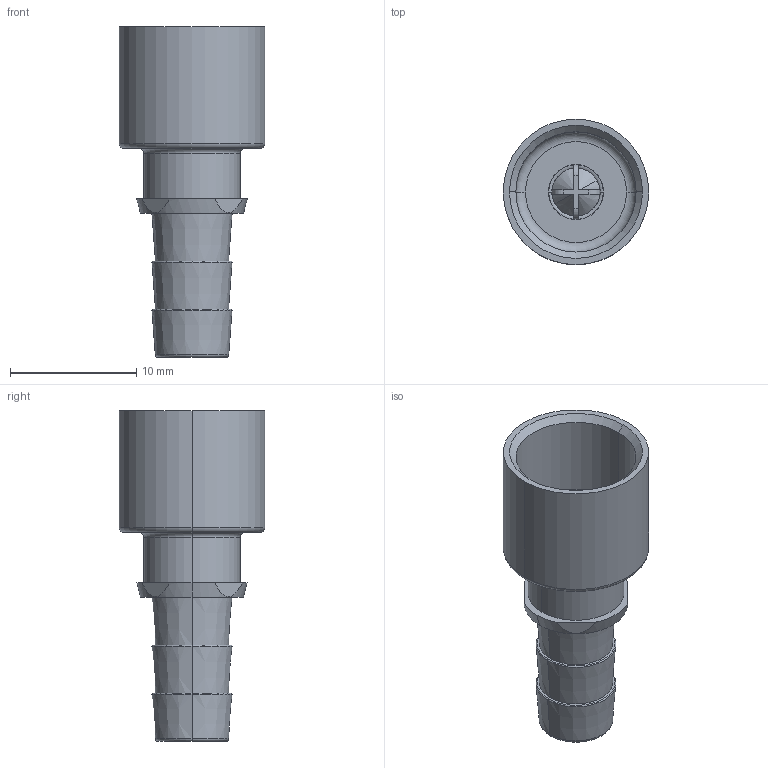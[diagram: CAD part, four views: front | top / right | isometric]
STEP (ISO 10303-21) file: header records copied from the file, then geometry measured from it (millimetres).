
FILE_DESCRIPTION(('CATIA V5 STEP Exchange','CAx-IF Rec.Pracs.--- Model Styling and Organization---1.4--- 2014-01-23'),'2;1');
FILE_NAME ('704231-4_2', '2020-10-22T09:28:57+00:00', ('none'), ('Weidmueller'), 'CATIA Version 5-6 Release 2016 SP3 HF44', 'CATIA V5 STEP AP214', 'none');
FILE_SCHEMA(('AUTOMOTIVE_DESIGN { 1 0 10303 214 1 1 1 1 }'));
Length unit declared in the file: millimetre
Products named in the file (1): 2637400000
Bounding box: 11.53 x 11.53 x 26.21 mm (x, y, z)
Volume: 743.3 mm3; surface area: 1521.5 mm2
Topology: 3 solids, 3 shells, 104 faces, 228 edges, 138 vertices
Faces by surface type: plane 34, torus 26, cylinder 22, cone 22
Entity records: 2684 total; most frequent: CARTESIAN_POINT 595, ORIENTED_EDGE 456, DIRECTION 334, EDGE_CURVE 228, AXIS2_PLACEMENT_3D 195, VERTEX_POINT 138, CIRCLE 134, EDGE_LOOP 116
